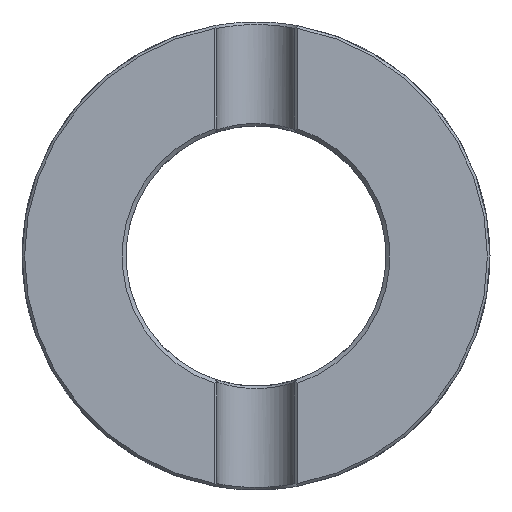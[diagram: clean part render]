
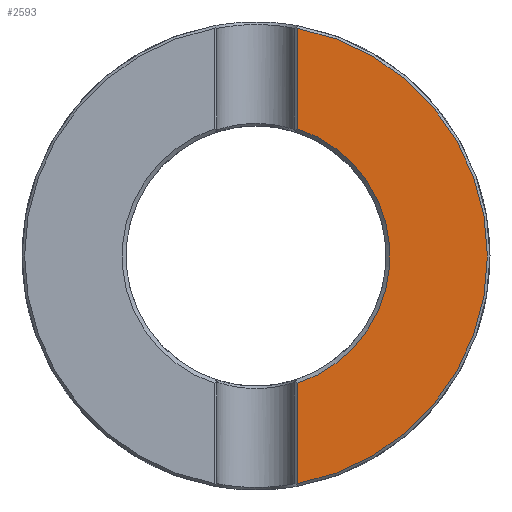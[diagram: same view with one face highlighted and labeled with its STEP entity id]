
A CAD part, front view. The second image highlights one B-rep face of the part: STEP entity #2593.
In plain terms, the highlighted planar face has unit normal (0, -1, 0).
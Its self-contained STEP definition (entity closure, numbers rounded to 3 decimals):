
#95 = CARTESIAN_POINT ( 'NONE',  ( 3.2, 0., -17.545 ) ) ;
#164 = VERTEX_POINT ( 'NONE', #249 ) ;
#185 = AXIS2_PLACEMENT_3D ( 'NONE', #1026, #737, #399 ) ;
#249 = CARTESIAN_POINT ( 'NONE',  ( 3.2, 0., -17.51 ) ) ;
#399 = DIRECTION ( 'NONE',  ( 0., 0., -1. ) ) ;
#584 = DIRECTION ( 'NONE',  ( 0., 0., -1. ) ) ;
#649 = AXIS2_PLACEMENT_3D ( 'NONE', #3246, #3555, #2487 ) ;
#651 = AXIS2_PLACEMENT_3D ( 'NONE', #3588, #3003, #584 ) ;
#667 = CARTESIAN_POINT ( 'NONE',  ( 3.2, 0., 9.853 ) ) ;
#737 = DIRECTION ( 'NONE',  ( 0., -1., 0. ) ) ;
#809 = PLANE ( 'NONE',  #185 ) ;
#856 = FACE_OUTER_BOUND ( 'NONE', #1140, .T. ) ;
#1026 = CARTESIAN_POINT ( 'NONE',  ( 18., 0., 0. ) ) ;
#1140 = EDGE_LOOP ( 'NONE', ( #4104, #4117, #3452, #1649 ) ) ;
#1341 = EDGE_CURVE ( 'NONE', #164, #3288, #1547, .T. ) ;
#1342 = EDGE_CURVE ( 'NONE', #3288, #3596, #1624, .T. ) ;
#1345 = EDGE_CURVE ( 'NONE', #3596, #3203, #1538, .T. ) ;
#1352 = EDGE_CURVE ( 'NONE', #3203, #164, #1544, .T. ) ;
#1488 = VECTOR ( 'NONE', #2990, 1000. ) ;
#1502 = VECTOR ( 'NONE', #3069, 1000. ) ;
#1538 = CIRCLE ( 'NONE', #649, 10.3 ) ;
#1544 = LINE ( 'NONE', #95, #1488 ) ;
#1547 = CIRCLE ( 'NONE', #651, 17.8 ) ;
#1624 = LINE ( 'NONE', #667, #1502 ) ;
#1649 = ORIENTED_EDGE ( 'NONE', *, *, #1352, .T. ) ;
#2487 = DIRECTION ( 'NONE',  ( 0., 0., -1. ) ) ;
#2593 = ADVANCED_FACE ( 'NONE', ( #856 ), #809, .T. ) ;
#2775 = CARTESIAN_POINT ( 'NONE',  ( 3.2, 0., 9.79 ) ) ;
#2990 = DIRECTION ( 'NONE',  ( 0., 0., -1. ) ) ;
#3003 = DIRECTION ( 'NONE',  ( 0., -1., 0. ) ) ;
#3069 = DIRECTION ( 'NONE',  ( 0., 0., -1. ) ) ;
#3110 = CARTESIAN_POINT ( 'NONE',  ( 3.2, 0., 17.51 ) ) ;
#3203 = VERTEX_POINT ( 'NONE', #3768 ) ;
#3246 = CARTESIAN_POINT ( 'NONE',  ( 0., 0., 0. ) ) ;
#3288 = VERTEX_POINT ( 'NONE', #3110 ) ;
#3452 = ORIENTED_EDGE ( 'NONE', *, *, #1345, .T. ) ;
#3555 = DIRECTION ( 'NONE',  ( 0., 1., 0. ) ) ;
#3588 = CARTESIAN_POINT ( 'NONE',  ( 0., 0., 0. ) ) ;
#3596 = VERTEX_POINT ( 'NONE', #2775 ) ;
#3768 = CARTESIAN_POINT ( 'NONE',  ( 3.2, 0., -9.79 ) ) ;
#4104 = ORIENTED_EDGE ( 'NONE', *, *, #1341, .T. ) ;
#4117 = ORIENTED_EDGE ( 'NONE', *, *, #1342, .T. ) ;
